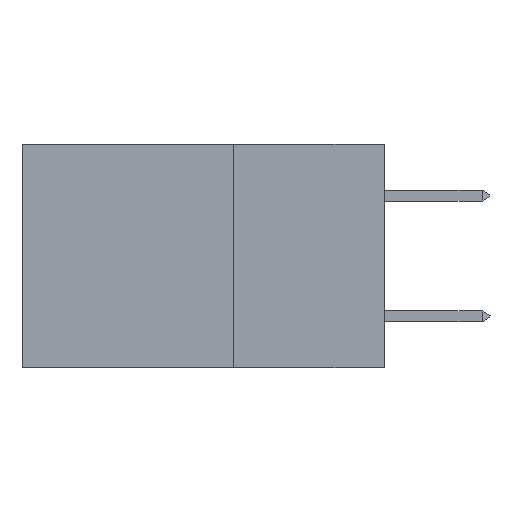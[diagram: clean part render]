
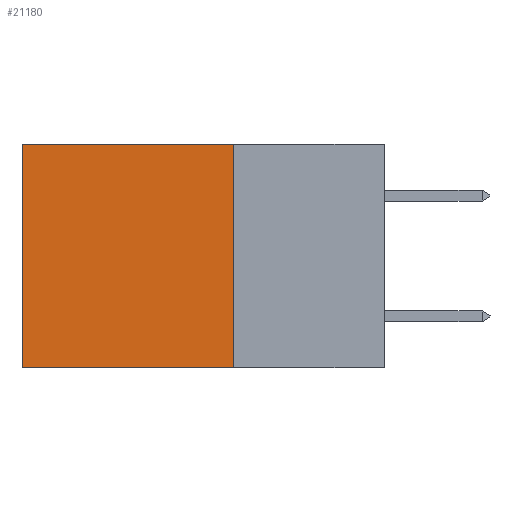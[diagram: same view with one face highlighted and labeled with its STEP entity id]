
A CAD part, left-side view. The second image highlights one B-rep face of the part: STEP entity #21180.
In plain terms, the highlighted planar face has unit normal (-1, 0, 0).
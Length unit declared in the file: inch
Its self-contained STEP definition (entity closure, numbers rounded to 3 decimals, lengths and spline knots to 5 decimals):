
#393 = EDGE_CURVE ( 'NONE', #22779, #28736, #9649, .T. ) ;
#1946 = DIRECTION ( 'NONE',  ( 0., 0., -1. ) ) ;
#2031 = CARTESIAN_POINT ( 'NONE',  ( 0.2875, 0.25, -0.37 ) ) ;
#3483 = EDGE_CURVE ( 'NONE', #23822, #28736, #20015, .T. ) ;
#3507 = CARTESIAN_POINT ( 'NONE',  ( 0.2875, 0.6, 0. ) ) ;
#4845 = CARTESIAN_POINT ( 'NONE',  ( 0.2875, 0.6, 0. ) ) ;
#5107 = ORIENTED_EDGE ( 'NONE', *, *, #19819, .F. ) ;
#5662 = EDGE_CURVE ( 'NONE', #7970, #22779, #8089, .T. ) ;
#6554 = DIRECTION ( 'NONE',  ( 0., 0., -1. ) ) ;
#7416 = AXIS2_PLACEMENT_3D ( 'NONE', #8710, #10496, #1946 ) ;
#7970 = VERTEX_POINT ( 'NONE', #23912 ) ;
#8089 = LINE ( 'NONE', #26513, #16286 ) ;
#8710 = CARTESIAN_POINT ( 'NONE',  ( 0.2875, 0.25, 0. ) ) ;
#9649 = LINE ( 'NONE', #4845, #19629 ) ;
#10496 = DIRECTION ( 'NONE',  ( 1., 0., 0. ) ) ;
#11348 = LINE ( 'NONE', #27086, #20272 ) ;
#13426 = DIRECTION ( 'NONE',  ( 0., 1., 0. ) ) ;
#14884 = CARTESIAN_POINT ( 'NONE',  ( 0.2875, 0.6, -0.37 ) ) ;
#15123 = DIRECTION ( 'NONE',  ( 0., 1., 0. ) ) ;
#16176 = ORIENTED_EDGE ( 'NONE', *, *, #5662, .T. ) ;
#16286 = VECTOR ( 'NONE', #15123, 39.37008 ) ;
#16618 = ORIENTED_EDGE ( 'NONE', *, *, #3483, .F. ) ;
#19629 = VECTOR ( 'NONE', #27777, 39.37008 ) ;
#19819 = EDGE_CURVE ( 'NONE', #7970, #23822, #11348, .T. ) ;
#19930 = FACE_OUTER_BOUND ( 'NONE', #27365, .T. ) ;
#20015 = LINE ( 'NONE', #24973, #22902 ) ;
#20272 = VECTOR ( 'NONE', #6554, 39.37008 ) ;
#21180 = ADVANCED_FACE ( 'NONE', ( #19930 ), #29226, .F. ) ;
#22779 = VERTEX_POINT ( 'NONE', #3507 ) ;
#22902 = VECTOR ( 'NONE', #13426, 39.37008 ) ;
#23647 = ORIENTED_EDGE ( 'NONE', *, *, #393, .T. ) ;
#23822 = VERTEX_POINT ( 'NONE', #2031 ) ;
#23912 = CARTESIAN_POINT ( 'NONE',  ( 0.2875, 0.25, 0. ) ) ;
#24973 = CARTESIAN_POINT ( 'NONE',  ( 0.2875, 0.25, -0.37 ) ) ;
#26513 = CARTESIAN_POINT ( 'NONE',  ( 0.2875, 0.25, 0. ) ) ;
#27086 = CARTESIAN_POINT ( 'NONE',  ( 0.2875, 0.25, 0. ) ) ;
#27365 = EDGE_LOOP ( 'NONE', ( #23647, #16618, #5107, #16176 ) ) ;
#27777 = DIRECTION ( 'NONE',  ( 0., 0., -1. ) ) ;
#28736 = VERTEX_POINT ( 'NONE', #14884 ) ;
#29226 = PLANE ( 'NONE',  #7416 ) ;
